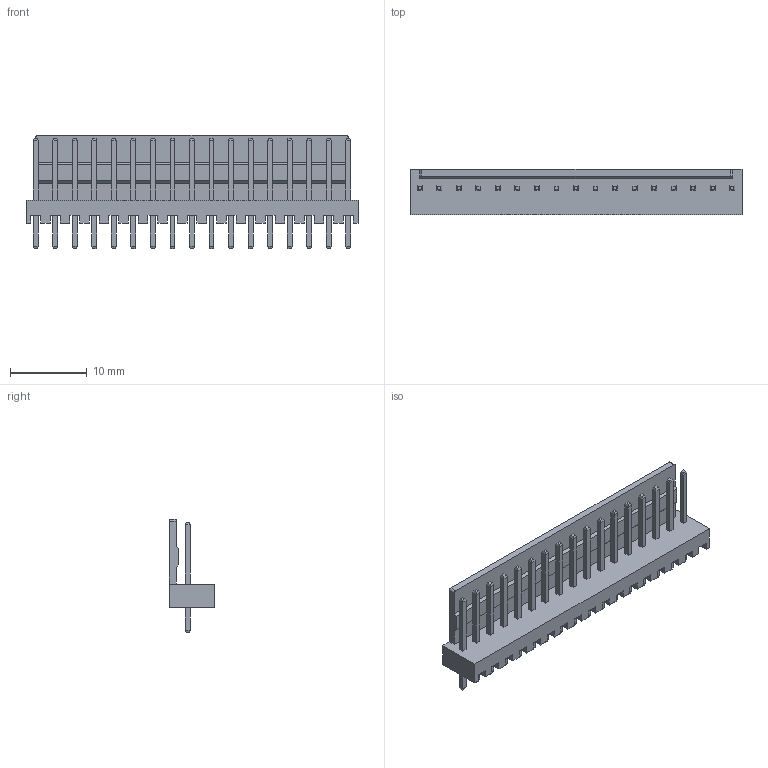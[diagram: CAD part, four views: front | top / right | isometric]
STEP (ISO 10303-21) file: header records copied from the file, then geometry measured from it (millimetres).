
FILE_DESCRIPTION (( 'STEP AP214' ), '1' );
FILE_NAME ('User Library-DS1070-17 (WF-17 CONNFLY).STEP', '2019-01-04T11:56:28', ( '' ), ( '' ), 'SwSTEP 2.0', 'SolidWorks 2018', '' );
FILE_SCHEMA (( 'AUTOMOTIVE_DESIGN' ));
Length unit declared in the file: millimetre
Products named in the file (1): User Library-DS1070-17 (WF-17 CONNFLY)
Bounding box: 43.18 x 5.9 x 14.7 mm (x, y, z)
Volume: 1054.9 mm3; surface area: 2195.1 mm2
Topology: 1 solids, 1 shells, 390 faces, 926 edges, 572 vertices
Faces by surface type: plane 388, cylinder 2
Entity records: 11784 total; most frequent: CARTESIAN_POINT 1889, ORIENTED_EDGE 1852, DIRECTION 1712, EDGE_CURVE 926, LINE 922, VECTOR 922, VERTEX_POINT 572, EDGE_LOOP 424
